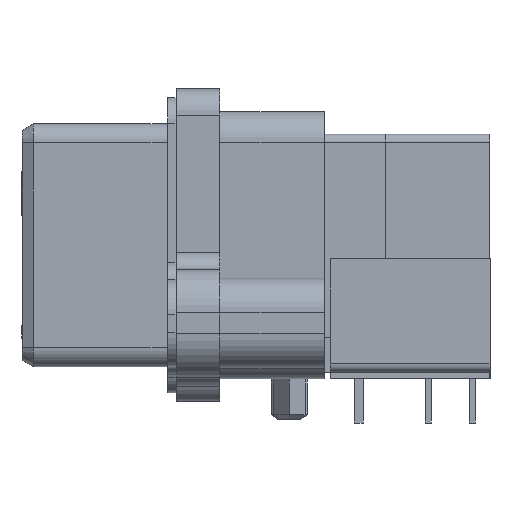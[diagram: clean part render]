
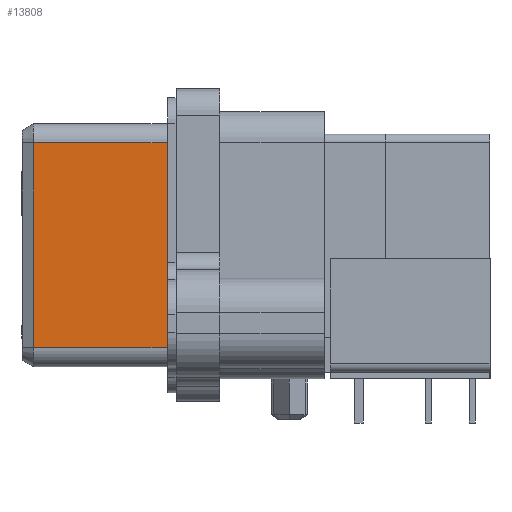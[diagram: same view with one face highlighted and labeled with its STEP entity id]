
A CAD part, left-side view. The second image highlights one B-rep face of the part: STEP entity #13808.
In plain terms, the highlighted planar face has unit normal (-1, 0, 0).
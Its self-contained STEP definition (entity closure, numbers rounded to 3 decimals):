
#12659=CARTESIAN_POINT('',(-7.999,24.019,13.6));
#12660=VERTEX_POINT('',#12659);
#12675=CARTESIAN_POINT('',(-7.999,24.019,1.8));
#12676=VERTEX_POINT('',#12675);
#12683=CARTESIAN_POINT('',(-7.999,24.019,13.6));
#12684=DIRECTION('',(0.0,0.0,-1.0));
#12685=VECTOR('',#12684,11.8);
#12686=LINE('',#12683,#12685);
#12687=EDGE_CURVE('',#12660,#12676,#12686,.T.);
#13778=CARTESIAN_POINT('',(-7.999,14.832,14.19));
#13779=DIRECTION('',(-1.0,0.0,0.0));
#13780=DIRECTION('',(0.0,1.0,0.0));
#13781=AXIS2_PLACEMENT_3D('',#13778,#13779,#13780);
#13782=PLANE('',#13781);
#13783=CARTESIAN_POINT('',(-7.999,15.269,13.6));
#13784=VERTEX_POINT('',#13783);
#13785=CARTESIAN_POINT('',(-7.999,24.019,13.6));
#13786=DIRECTION('',(0.0,-1.0,0.0));
#13787=VECTOR('',#13786,8.75);
#13788=LINE('',#13785,#13787);
#13789=EDGE_CURVE('',#12660,#13784,#13788,.T.);
#13790=ORIENTED_EDGE('',*,*,#13789,.F.);
#13791=ORIENTED_EDGE('',*,*,#12687,.T.);
#13792=CARTESIAN_POINT('',(-7.999,15.269,1.8));
#13793=VERTEX_POINT('',#13792);
#13794=CARTESIAN_POINT('',(-7.999,15.269,1.8));
#13795=DIRECTION('',(0.0,1.0,0.0));
#13796=VECTOR('',#13795,8.75);
#13797=LINE('',#13794,#13796);
#13798=EDGE_CURVE('',#13793,#12676,#13797,.T.);
#13799=ORIENTED_EDGE('',*,*,#13798,.F.);
#13800=CARTESIAN_POINT('',(-7.999,15.269,13.6));
#13801=DIRECTION('',(0.0,0.0,-1.0));
#13802=VECTOR('',#13801,11.8);
#13803=LINE('',#13800,#13802);
#13804=EDGE_CURVE('',#13784,#13793,#13803,.T.);
#13805=ORIENTED_EDGE('',*,*,#13804,.F.);
#13806=EDGE_LOOP('',(#13790,#13791,#13799,#13805));
#13807=FACE_OUTER_BOUND('',#13806,.T.);
#13808=ADVANCED_FACE('',(#13807),#13782,.T.);
